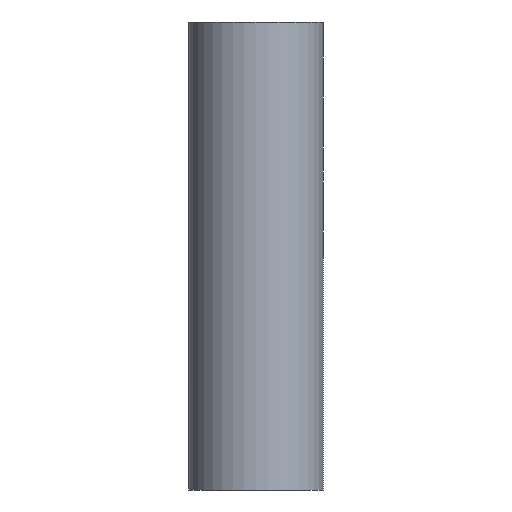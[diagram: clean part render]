
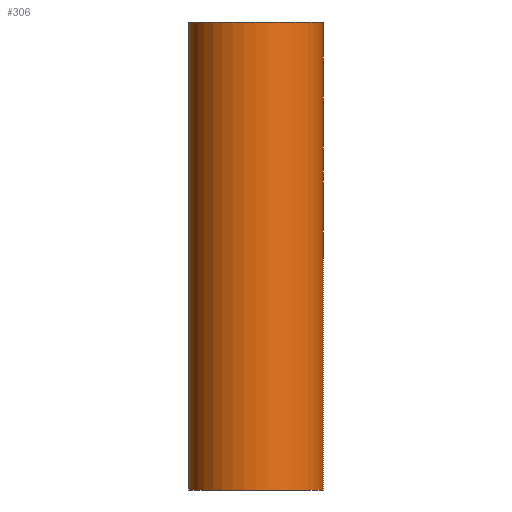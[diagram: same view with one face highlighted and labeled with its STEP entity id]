
A CAD part, left-side view. The second image highlights one B-rep face of the part: STEP entity #306.
In plain terms, the highlighted cylindrical face has radius 11.5 mm (diameter 23 mm), a full revolution.
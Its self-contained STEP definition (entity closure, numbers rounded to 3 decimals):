
#198=CARTESIAN_POINT('',(0.0,0.0,-80.0));
#199=DIRECTION('',(0.0,0.0,1.0));
#200=DIRECTION('',(-1.0,0.0,0.0));
#201=AXIS2_PLACEMENT_3D('',#198,#199,#200);
#202=CYLINDRICAL_SURFACE('',#201,11.5);
#203=CARTESIAN_POINT('',(11.5,0.,-80.0));
#204=VERTEX_POINT('',#203);
#205=CARTESIAN_POINT('',(0.0,0.0,-80.0));
#206=DIRECTION('',(0.0,0.0,-1.0));
#207=DIRECTION('',(-1.0,0.0,0.0));
#208=AXIS2_PLACEMENT_3D('',#205,#206,#207);
#209=CIRCLE('',#208,11.5);
#210=EDGE_CURVE('',#204,#204,#209,.T.);
#211=ORIENTED_EDGE('',*,*,#210,.F.);
#212=EDGE_LOOP('',(#211));
#213=FACE_OUTER_BOUND('',#212,.T.);
#214=CARTESIAN_POINT('',(0.,-11.5,0.));
#215=VERTEX_POINT('',#214);
#216=CARTESIAN_POINT('',(0.,11.5,0.));
#217=VERTEX_POINT('',#216);
#218=CARTESIAN_POINT('',(0.,-11.5,0.));
#219=CARTESIAN_POINT('',(0.,-11.5,-0.066));
#220=CARTESIAN_POINT('',(0.,-11.5,-0.132));
#221=CARTESIAN_POINT('',(0.,-11.5,-0.198));
#222=CARTESIAN_POINT('',(0.008,-11.5,-3.403));
#223=CARTESIAN_POINT('',(0.209,-11.504,-6.578));
#224=CARTESIAN_POINT('',(0.591,-11.485,-9.724));
#225=CARTESIAN_POINT('',(0.771,-11.476,-11.207));
#226=CARTESIAN_POINT('',(0.992,-11.46,-12.684));
#227=CARTESIAN_POINT('',(1.252,-11.432,-14.154));
#228=CARTESIAN_POINT('',(1.393,-11.416,-14.95));
#229=CARTESIAN_POINT('',(1.544,-11.397,-15.734));
#230=CARTESIAN_POINT('',(1.703,-11.373,-16.506));
#231=CARTESIAN_POINT('',(2.391,-11.27,-19.842));
#232=CARTESIAN_POINT('',(3.242,-11.079,-22.958));
#233=CARTESIAN_POINT('',(4.173,-10.716,-25.839));
#234=CARTESIAN_POINT('',(4.468,-10.601,-26.753));
#235=CARTESIAN_POINT('',(4.771,-10.469,-27.643));
#236=CARTESIAN_POINT('',(5.08,-10.317,-28.509));
#237=CARTESIAN_POINT('',(5.306,-10.206,-29.145));
#238=CARTESIAN_POINT('',(5.535,-10.084,-29.764));
#239=CARTESIAN_POINT('',(5.761,-9.953,-30.361));
#240=CARTESIAN_POINT('',(6.545,-9.499,-32.427));
#241=CARTESIAN_POINT('',(7.313,-8.93,-34.243));
#242=CARTESIAN_POINT('',(8.02,-8.242,-35.821));
#243=CARTESIAN_POINT('',(8.224,-8.043,-36.277));
#244=CARTESIAN_POINT('',(8.422,-7.837,-36.71));
#245=CARTESIAN_POINT('',(8.622,-7.61,-37.141));
#246=CARTESIAN_POINT('',(9.048,-7.127,-38.06));
#247=CARTESIAN_POINT('',(9.478,-6.56,-38.949));
#248=CARTESIAN_POINT('',(9.875,-5.894,-39.749));
#249=CARTESIAN_POINT('',(10.079,-5.552,-40.16));
#250=CARTESIAN_POINT('',(10.275,-5.184,-40.548));
#251=CARTESIAN_POINT('',(10.459,-4.781,-40.907));
#252=CARTESIAN_POINT('',(10.735,-4.176,-41.448));
#253=CARTESIAN_POINT('',(10.983,-3.495,-41.922));
#254=CARTESIAN_POINT('',(11.168,-2.745,-42.271));
#255=CARTESIAN_POINT('',(11.289,-2.25,-42.501));
#256=CARTESIAN_POINT('',(11.383,-1.727,-42.676));
#257=CARTESIAN_POINT('',(11.439,-1.178,-42.782));
#258=CARTESIAN_POINT('',(11.48,-0.782,-42.859));
#259=CARTESIAN_POINT('',(11.501,-0.381,-42.897));
#260=CARTESIAN_POINT('',(11.5,0.021,-42.895));
#261=CARTESIAN_POINT('',(11.499,0.527,-42.893));
#262=CARTESIAN_POINT('',(11.464,1.039,-42.827));
#263=CARTESIAN_POINT('',(11.398,1.527,-42.705));
#264=CARTESIAN_POINT('',(11.342,1.946,-42.6));
#265=CARTESIAN_POINT('',(11.264,2.351,-42.454));
#266=CARTESIAN_POINT('',(11.169,2.74,-42.273));
#267=CARTESIAN_POINT('',(11.072,3.134,-42.09));
#268=CARTESIAN_POINT('',(10.956,3.519,-41.869));
#269=CARTESIAN_POINT('',(10.819,3.899,-41.605));
#270=CARTESIAN_POINT('',(10.421,5.004,-40.84));
#271=CARTESIAN_POINT('',(9.848,6.051,-39.722));
#272=CARTESIAN_POINT('',(9.144,6.974,-38.25));
#273=CARTESIAN_POINT('',(8.802,7.423,-37.534));
#274=CARTESIAN_POINT('',(8.429,7.843,-36.734));
#275=CARTESIAN_POINT('',(8.03,8.232,-35.844));
#276=CARTESIAN_POINT('',(7.724,8.53,-35.162));
#277=CARTESIAN_POINT('',(7.403,8.81,-34.425));
#278=CARTESIAN_POINT('',(7.078,9.063,-33.653));
#279=CARTESIAN_POINT('',(6.033,9.88,-31.168));
#280=CARTESIAN_POINT('',(4.934,10.444,-28.286));
#281=CARTESIAN_POINT('',(3.913,10.814,-25.02));
#282=CARTESIAN_POINT('',(3.24,11.057,-22.87));
#283=CARTESIAN_POINT('',(2.602,11.216,-20.554));
#284=CARTESIAN_POINT('',(2.039,11.318,-18.064));
#285=CARTESIAN_POINT('',(1.235,11.463,-14.503));
#286=CARTESIAN_POINT('',(0.59,11.49,-10.594));
#287=CARTESIAN_POINT('',(0.254,11.497,-6.376));
#288=CARTESIAN_POINT('',(0.095,11.501,-4.385));
#289=CARTESIAN_POINT('',(0.006,11.5,-2.324));
#290=CARTESIAN_POINT('',(0.,11.5,-0.198));
#291=CARTESIAN_POINT('',(0.,11.5,-0.132));
#292=CARTESIAN_POINT('',(0.,11.5,-0.066));
#293=CARTESIAN_POINT('',(0.,11.5,0.));
#294=B_SPLINE_CURVE_WITH_KNOTS('',3,(#218,#219,#220,#221,#222,#223,#224,#225,#226,#227,#228,#229,#230,#231,#232,#233,#234,#235,#236,#237,#238,#239,#240,#241,#242,#243,#244,#245,#246,#247,#248,#249,#250,#251,#252,#253,#254,#255,#256,#257,#258,#259,#260,#261,#262,#263,#264,#265,#266,#267,#268,#269,#270,#271,#272,#273,#274,#275,#276,#277,#278,#279,#280,#281,#282,#283,#284,#285,#286,#287,#288,#289,#290,#291,#292,#293),.UNSPECIFIED.,.F.,.U.,(4,3,3,3,3,3,3,3,3,3,3,3,3,3,3,3,3,3,3,3,3,3,3,3,3,4),(-19.647,-19.608,-17.749,-16.872,-16.398,-14.348,-13.698,-13.221,-11.568,-11.09,-10.073,-9.55,-8.766,-8.248,-7.873,-7.402,-6.996,-6.586,-5.392,-4.812,-4.367,-2.932,-1.988,-0.638,0.0,0.02),.UNSPECIFIED.);
#295=EDGE_CURVE('',#215,#217,#294,.T.);
#296=ORIENTED_EDGE('',*,*,#295,.F.);
#297=CARTESIAN_POINT('',(0.0,0.0,0.0));
#298=DIRECTION('',(0.0,0.0,-1.0));
#299=DIRECTION('',(-1.0,0.0,0.0));
#300=AXIS2_PLACEMENT_3D('',#297,#298,#299);
#301=CIRCLE('',#300,11.5);
#302=EDGE_CURVE('',#215,#217,#301,.T.);
#303=ORIENTED_EDGE('',*,*,#302,.T.);
#304=EDGE_LOOP('',(#296,#303));
#305=FACE_BOUND('',#304,.T.);
#306=ADVANCED_FACE('',(#213,#305),#202,.T.);
